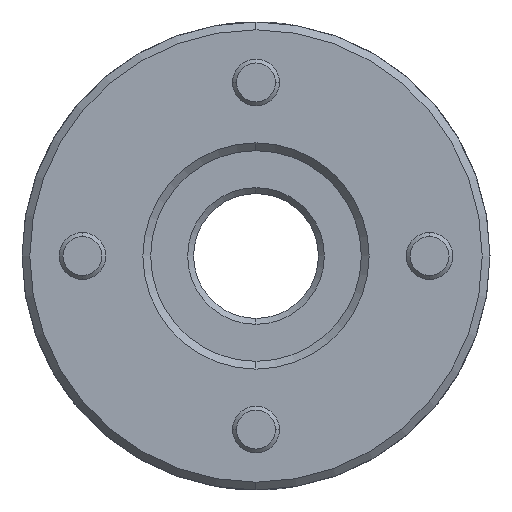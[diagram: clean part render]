
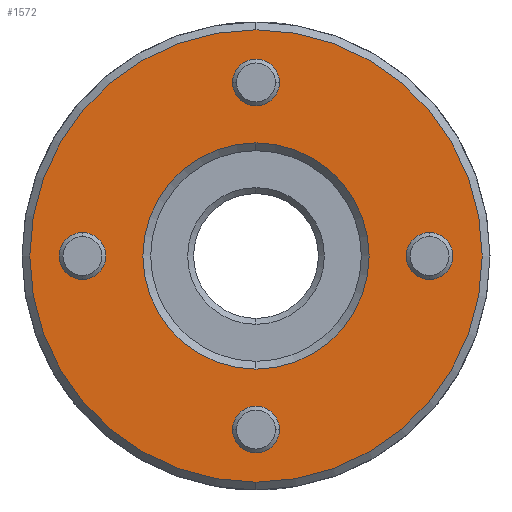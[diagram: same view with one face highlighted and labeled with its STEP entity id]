
A CAD part, left-side view. The second image highlights one B-rep face of the part: STEP entity #1572.
In plain terms, the highlighted planar face has unit normal (-1, 0, 0).
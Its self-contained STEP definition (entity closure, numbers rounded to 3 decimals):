
#758 = VERTEX_POINT ( 'NONE', #4761 ) ;
#759 = VERTEX_POINT ( 'NONE', #4762 ) ;
#762 = VERTEX_POINT ( 'NONE', #4765 ) ;
#763 = VERTEX_POINT ( 'NONE', #4766 ) ;
#766 = VERTEX_POINT ( 'NONE', #4769 ) ;
#767 = VERTEX_POINT ( 'NONE', #4770 ) ;
#770 = VERTEX_POINT ( 'NONE', #4773 ) ;
#771 = VERTEX_POINT ( 'NONE', #4774 ) ;
#776 = VERTEX_POINT ( 'NONE', #4779 ) ;
#777 = VERTEX_POINT ( 'NONE', #4780 ) ;
#1407 = EDGE_CURVE ( 'NONE', #758, #759, #5761, .T. ) ;
#1572 = ADVANCED_FACE ( 'NONE', ( #6061, #6069, #6071, #6073, #6063, #6065 ), #8150, .T. ) ;
#2194 = EDGE_LOOP ( 'NONE', ( #2336, #2337 ) ) ;
#2196 = EDGE_LOOP ( 'NONE', ( #2638, #2639 ) ) ;
#2197 = EDGE_LOOP ( 'NONE', ( #2338, #2339 ) ) ;
#2198 = EDGE_LOOP ( 'NONE', ( #2340, #2341 ) ) ;
#2199 = EDGE_LOOP ( 'NONE', ( #2342, #2343 ) ) ;
#2200 = EDGE_LOOP ( 'NONE', ( #2344, #2637 ) ) ;
#2336 = ORIENTED_EDGE ( 'NONE', *, *, #2392, .F. ) ;
#2337 = ORIENTED_EDGE ( 'NONE', *, *, #1407, .F. ) ;
#2338 = ORIENTED_EDGE ( 'NONE', *, *, #2393, .F. ) ;
#2339 = ORIENTED_EDGE ( 'NONE', *, *, #2358, .F. ) ;
#2340 = ORIENTED_EDGE ( 'NONE', *, *, #2391, .F. ) ;
#2341 = ORIENTED_EDGE ( 'NONE', *, *, #2355, .F. ) ;
#2342 = ORIENTED_EDGE ( 'NONE', *, *, #2390, .F. ) ;
#2343 = ORIENTED_EDGE ( 'NONE', *, *, #2359, .F. ) ;
#2344 = ORIENTED_EDGE ( 'NONE', *, *, #2371, .T. ) ;
#2355 = EDGE_CURVE ( 'NONE', #766, #767, #8713, .T. ) ;
#2358 = EDGE_CURVE ( 'NONE', #762, #763, #8717, .T. ) ;
#2359 = EDGE_CURVE ( 'NONE', #770, #771, #8719, .T. ) ;
#2371 = EDGE_CURVE ( 'NONE', #2982, #2981, #8737, .T. ) ;
#2377 = EDGE_CURVE ( 'NONE', #776, #777, #8747, .T. ) ;
#2383 = EDGE_CURVE ( 'NONE', #2981, #2982, #8756, .T. ) ;
#2390 = EDGE_CURVE ( 'NONE', #771, #770, #8762, .T. ) ;
#2391 = EDGE_CURVE ( 'NONE', #767, #766, #8763, .T. ) ;
#2392 = EDGE_CURVE ( 'NONE', #759, #758, #8764, .T. ) ;
#2393 = EDGE_CURVE ( 'NONE', #763, #762, #8765, .T. ) ;
#2394 = EDGE_CURVE ( 'NONE', #777, #776, #8766, .T. ) ;
#2637 = ORIENTED_EDGE ( 'NONE', *, *, #2383, .T. ) ;
#2638 = ORIENTED_EDGE ( 'NONE', *, *, #2394, .T. ) ;
#2639 = ORIENTED_EDGE ( 'NONE', *, *, #2377, .T. ) ;
#2981 = VERTEX_POINT ( 'NONE', #9765 ) ;
#2982 = VERTEX_POINT ( 'NONE', #9772 ) ;
#4761 = CARTESIAN_POINT ( 'NONE',  ( -25., 0., 9.625 ) ) ;
#4762 = CARTESIAN_POINT ( 'NONE',  ( -25., 0., 12.625 ) ) ;
#4765 = CARTESIAN_POINT ( 'NONE',  ( -25., -11.125, -1.5 ) ) ;
#4766 = CARTESIAN_POINT ( 'NONE',  ( -25., -11.125, 1.5 ) ) ;
#4769 = CARTESIAN_POINT ( 'NONE',  ( -25., 0., -12.625 ) ) ;
#4770 = CARTESIAN_POINT ( 'NONE',  ( -25., 0., -9.625 ) ) ;
#4773 = CARTESIAN_POINT ( 'NONE',  ( -25., 11.125, -1.5 ) ) ;
#4774 = CARTESIAN_POINT ( 'NONE',  ( -25., 11.125, 1.5 ) ) ;
#4779 = CARTESIAN_POINT ( 'NONE',  ( -25., 0., 14.5 ) ) ;
#4780 = CARTESIAN_POINT ( 'NONE',  ( -25., 0., -14.5 ) ) ;
#5197 = AXIS2_PLACEMENT_3D ( 'NONE', #6658, #6664, #6665 ) ;
#5761 = CIRCLE ( 'NONE', #5197, 1.5 ) ;
#6061 = FACE_BOUND ( 'NONE', #2194, .T. ) ;
#6063 = FACE_BOUND ( 'NONE', #2200, .T. ) ;
#6065 = FACE_OUTER_BOUND ( 'NONE', #2196, .T. ) ;
#6069 = FACE_BOUND ( 'NONE', #2197, .T. ) ;
#6071 = FACE_BOUND ( 'NONE', #2198, .T. ) ;
#6073 = FACE_BOUND ( 'NONE', #2199, .T. ) ;
#6658 = CARTESIAN_POINT ( 'NONE',  ( -25., 0., 11.125 ) ) ;
#6664 = DIRECTION ( 'NONE',  ( -1., 0., 0. ) ) ;
#6665 = DIRECTION ( 'NONE',  ( 0., -1., 0. ) ) ;
#7653 = AXIS2_PLACEMENT_3D ( 'NONE', #8146, #8153, #8154 ) ;
#7750 = AXIS2_PLACEMENT_3D ( 'NONE', #8508, #8516, #8517 ) ;
#7752 = AXIS2_PLACEMENT_3D ( 'NONE', #8526, #8527, #8528 ) ;
#7753 = AXIS2_PLACEMENT_3D ( 'NONE', #8521, #8524, #8525 ) ;
#7754 = AXIS2_PLACEMENT_3D ( 'NONE', #8555, #8556, #8557 ) ;
#7762 = AXIS2_PLACEMENT_3D ( 'NONE', #8569, #8570, #8571 ) ;
#7763 = AXIS2_PLACEMENT_3D ( 'NONE', #8584, #8586, #8587 ) ;
#7768 = AXIS2_PLACEMENT_3D ( 'NONE', #8596, #8604, #8605 ) ;
#7769 = AXIS2_PLACEMENT_3D ( 'NONE', #8600, #8607, #8608 ) ;
#7770 = AXIS2_PLACEMENT_3D ( 'NONE', #8603, #8610, #8611 ) ;
#7771 = AXIS2_PLACEMENT_3D ( 'NONE', #8606, #8613, #8614 ) ;
#7772 = AXIS2_PLACEMENT_3D ( 'NONE', #8609, #8616, #8617 ) ;
#8146 = CARTESIAN_POINT ( 'NONE',  ( -25., 0., 0. ) ) ;
#8150 = PLANE ( 'NONE',  #7653 ) ;
#8153 = DIRECTION ( 'NONE',  ( -1., 0., 0. ) ) ;
#8154 = DIRECTION ( 'NONE',  ( 0., 0., 1. ) ) ;
#8508 = CARTESIAN_POINT ( 'NONE',  ( -25., 0., -11.125 ) ) ;
#8516 = DIRECTION ( 'NONE',  ( -1., 0., 0. ) ) ;
#8517 = DIRECTION ( 'NONE',  ( 0., 1., 0. ) ) ;
#8521 = CARTESIAN_POINT ( 'NONE',  ( -25., -11.125, 0. ) ) ;
#8524 = DIRECTION ( 'NONE',  ( -1., 0., 0. ) ) ;
#8525 = DIRECTION ( 'NONE',  ( 0., 0., -1. ) ) ;
#8526 = CARTESIAN_POINT ( 'NONE',  ( -25., 11.125, 0. ) ) ;
#8527 = DIRECTION ( 'NONE',  ( -1., 0., 0. ) ) ;
#8528 = DIRECTION ( 'NONE',  ( 0., 0., 1. ) ) ;
#8555 = CARTESIAN_POINT ( 'NONE',  ( -25., 0., 0. ) ) ;
#8556 = DIRECTION ( 'NONE',  ( 1., 0., 0. ) ) ;
#8557 = DIRECTION ( 'NONE',  ( 0., 0., 1. ) ) ;
#8569 = CARTESIAN_POINT ( 'NONE',  ( -25., 0., 0. ) ) ;
#8570 = DIRECTION ( 'NONE',  ( -1., 0., 0. ) ) ;
#8571 = DIRECTION ( 'NONE',  ( 0., 0., 1. ) ) ;
#8584 = CARTESIAN_POINT ( 'NONE',  ( -25., 0., 0. ) ) ;
#8586 = DIRECTION ( 'NONE',  ( 1., 0., 0. ) ) ;
#8587 = DIRECTION ( 'NONE',  ( 0., 0., 1. ) ) ;
#8596 = CARTESIAN_POINT ( 'NONE',  ( -25., 11.125, 0. ) ) ;
#8600 = CARTESIAN_POINT ( 'NONE',  ( -25., 0., -11.125 ) ) ;
#8603 = CARTESIAN_POINT ( 'NONE',  ( -25., 0., 11.125 ) ) ;
#8604 = DIRECTION ( 'NONE',  ( -1., 0., 0. ) ) ;
#8605 = DIRECTION ( 'NONE',  ( 0., 0., 1. ) ) ;
#8606 = CARTESIAN_POINT ( 'NONE',  ( -25., -11.125, 0. ) ) ;
#8607 = DIRECTION ( 'NONE',  ( -1., 0., 0. ) ) ;
#8608 = DIRECTION ( 'NONE',  ( 0., 1., 0. ) ) ;
#8609 = CARTESIAN_POINT ( 'NONE',  ( -25., 0., 0. ) ) ;
#8610 = DIRECTION ( 'NONE',  ( -1., 0., 0. ) ) ;
#8611 = DIRECTION ( 'NONE',  ( 0., -1., 0. ) ) ;
#8613 = DIRECTION ( 'NONE',  ( -1., 0., 0. ) ) ;
#8614 = DIRECTION ( 'NONE',  ( 0., 0., -1. ) ) ;
#8616 = DIRECTION ( 'NONE',  ( -1., 0., 0. ) ) ;
#8617 = DIRECTION ( 'NONE',  ( 0., 0., 1. ) ) ;
#8713 = CIRCLE ( 'NONE', #7750, 1.5 ) ;
#8717 = CIRCLE ( 'NONE', #7753, 1.5 ) ;
#8719 = CIRCLE ( 'NONE', #7752, 1.5 ) ;
#8737 = CIRCLE ( 'NONE', #7754, 7.25 ) ;
#8747 = CIRCLE ( 'NONE', #7762, 14.5 ) ;
#8756 = CIRCLE ( 'NONE', #7763, 7.25 ) ;
#8762 = CIRCLE ( 'NONE', #7768, 1.5 ) ;
#8763 = CIRCLE ( 'NONE', #7769, 1.5 ) ;
#8764 = CIRCLE ( 'NONE', #7770, 1.5 ) ;
#8765 = CIRCLE ( 'NONE', #7771, 1.5 ) ;
#8766 = CIRCLE ( 'NONE', #7772, 14.5 ) ;
#9765 = CARTESIAN_POINT ( 'NONE',  ( -25., 0., -7.25 ) ) ;
#9772 = CARTESIAN_POINT ( 'NONE',  ( -25., 0., 7.25 ) ) ;
